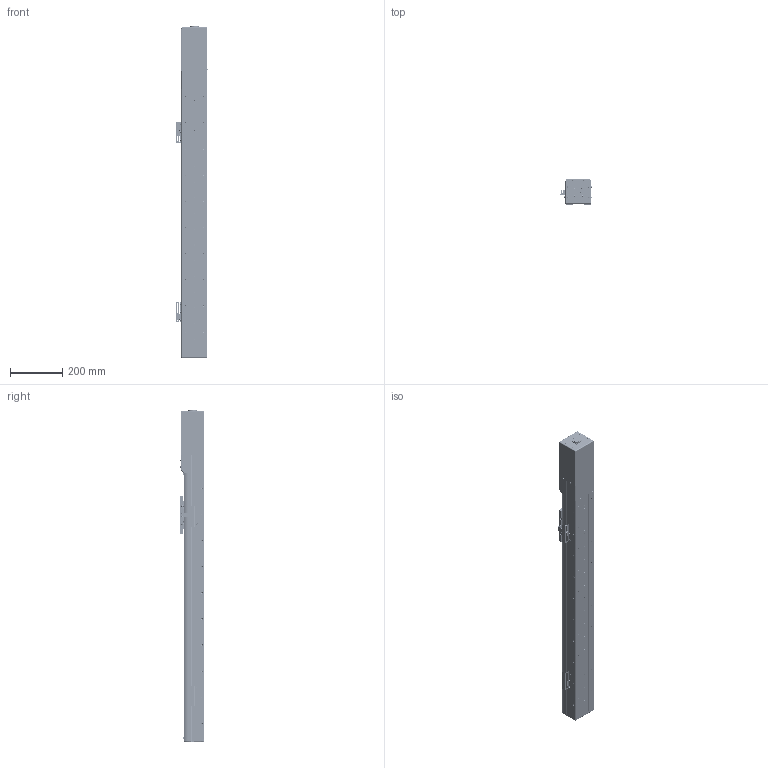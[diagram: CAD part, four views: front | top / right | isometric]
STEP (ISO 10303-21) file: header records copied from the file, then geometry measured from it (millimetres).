
FILE_DESCRIPTION (( 'STEP AP203' ), '1' );
FILE_NAME ('HC100-XXX-S-700-XX-SL-OF.STEP', '2020-08-04T03:13:35', ( '彌營遵' ), ( '' ), 'SwSTEP 2.0', 'SolidWorks 2013', '' );
FILE_SCHEMA (( 'CONFIG_CONTROL_DESIGN' ));
Length unit declared in the file: millimetre
Products named in the file (43): HRbearing cap-ST700; LMguide-ST700; socket button head cap screw_am_B18.3.4M - 3 x 0.5 x 8 SBHCS --N; EE-SX-674(奢辨 撫憮)-ST700_ル遽; 醴喀攪-ST700; MOTOR CASE-ST700; BASE-ST700; socket button head cap screw_am_B18.3.4M - 3 x 0.5 x 5 SBHCS --N; socket head cap screw_ks_KS 1003 - M3 x 5 x 5-N; DAMPER-ST700; SIDE COVER-ST700; BEARING HOUSING(雖雖)-ST700; socket countersunk head screw_am_B18.3.5M - 3 x 0.5 x 8 Socket FCHS  -- 8C; spring lock washer_ks_KS 1324 - M3; BEARING HOUSING(堅薑)-ST700; SIDE COVER2-ST700; CARRIER-ST700; SHAFT-ST700; HC100 SENSOR_1(PR); COUPLING COVER-ST700; STEEL BELT-ST700; CARRIER COVER-ST700; COUPLING HOUSION-ST700; STEEL BELT TENSION BLOCK-ST700; HC100 SENSOR_2(PR); pan cross head_ks_KS 1023 PC- M3 x 5-N; STEEL BELT FIX-ST700; HC SENSOR DOG-ST700; END COVER-ST700; STEEL BELT TENSION PLATE-ST700; HC100-XXX-S-700-XX-SL-OF; socket head cap screw_ks_KS 1003 - M4 x 10 x 10-N; SUPPORT BLOCK-ST700; HRballnut-ST700; END COVER(M)-ST700; socket head cap screw_ks_KS 1003 - M6 x 45 x 24-N; socket head cap screw_ks_KS 1003 - M6 x 10 x 10-N; hg-kr23-ST700; LMblock-ST700; HRballscrew-ST700 ...
Assembly tree (122 placements, depth 3):
  HC100-XXX-S-700-XX-SL-OF
    BASE-ST700
    BEARING HOUSING(雖雖)-ST700
    CARRIER-ST700
      CARRIER-ST700
      CARRIER COVER-ST700
      HC SENSOR DOG-ST700
      HRballnut-ST700
      LMblock-ST700  x2
      SHAFT-ST700  x8
      STEEL BELT TENSION BLOCK-ST700  x2
      STEEL BELT TENSION PLATE-ST700  x2
      socket head cap screw_ks_KS 1003 - M6 x 45 x 24-N  x8
      socket head cap screw_ks_KS 1003 - M5 x 16 x 16-N  x4
      socket button head cap screw_am_B18.3.4M - 3 x 0.5 x 8 SBHCS --N  x4
      socket button head cap screw_am_B18.3.4M - 3 x 0.5 x 5 SBHCS --N  x2
      socket countersunk head screw_am_B18.3.5M - 3 x 0.5 x 8 Socket FCHS  -- 8C  x12
    COUPLING HOUSION-ST700
    END COVER-ST700
    END COVER(M)-ST700
    HRballscrew-ST700
    LMguide-ST700
    MOTOR CASE-ST700
    SIDE COVER-ST700
    SIDE COVER2-ST700
    STEEL BELT-ST700
    STEEL BELT FIX-ST700  x2
    SUPPORT BLOCK-ST700  x4
    hg-kr23-ST700
    HRbearing cap-ST700
    醴喀攪-ST700
    DAMPER-ST700  x2
    BEARING HOUSING(堅薑)-ST700
    COUPLING COVER-ST700
    pan cross head_ks_KS 1023 PC- M3 x 5-N  x20
    socket head cap screw_ks_KS 1003 - M4 x 10 x 10-N  x2
    socket head cap screw_ks_KS 1003 - M6 x 10 x 10-N  x2
    HC100 SENSOR_1(PR)
      MASensor Brk-ST700_ル遽
      EE-SX-674(奢辨 撫憮)-ST700_ル遽  x2
      socket head cap screw_ks_KS 1003 - M3 x 5 x 5-N  x7
      spring lock washer_ks_KS 1324 - M3  x3
    HC100 SENSOR_2(PR)
      MASensor Brk-ST700_ル遽
      EE-SX-674(奢辨 撫憮)-ST700_ル遽
      socket head cap screw_ks_KS 1003 - M3 x 5 x 5-N  x5
      spring lock washer_ks_KS 1324 - M3  x3
Bounding box: 122.15 x 95 x 1269.5 mm (x, y, z)
Volume: 4032670 mm3; surface area: 1580710.9 mm2
Topology: 119 solids, 119 shells, 4935 faces, 12175 edges, 7396 vertices
Faces by surface type: plane 2227, cylinder 1550, cone 776, torus 288, sphere 56, bspline 38
Entity records: 123335 total; most frequent: CARTESIAN_POINT 51864, DIRECTION 14042, ORIENTED_EDGE 13120, EDGE_CURVE 6560, AXIS2_PLACEMENT_3D 5178, VERTEX_POINT 4183, VECTOR 3686, LINE 3686
